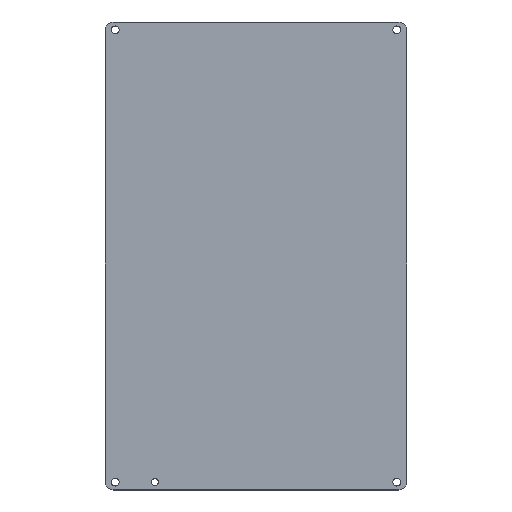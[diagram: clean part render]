
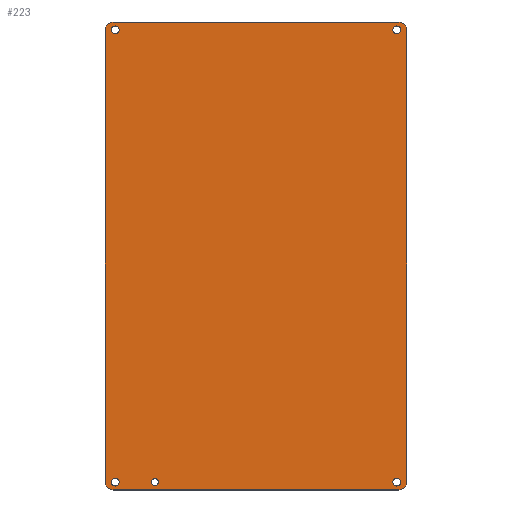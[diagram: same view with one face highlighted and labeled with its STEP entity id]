
A CAD part, top view. The second image highlights one B-rep face of the part: STEP entity #223.
In plain terms, the highlighted planar face has unit normal (0, 0, 1).
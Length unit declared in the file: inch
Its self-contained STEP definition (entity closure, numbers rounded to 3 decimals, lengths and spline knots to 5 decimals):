
#1 = EDGE_CURVE ( 'NONE', #265, #274, #135, .T. ) ;
#2 = AXIS2_PLACEMENT_3D ( 'NONE', #70, #66, #60 ) ;
#10 = VERTEX_POINT ( 'NONE', #382 ) ;
#11 = AXIS2_PLACEMENT_3D ( 'NONE', #240, #99, #101 ) ;
#13 = ORIENTED_EDGE ( 'NONE', *, *, #139, .T. ) ;
#15 = EDGE_CURVE ( 'NONE', #354, #265, #27, .T. ) ;
#18 = DIRECTION ( 'NONE',  ( 1., 0., 0. ) ) ;
#24 = CARTESIAN_POINT ( 'NONE',  ( -4.75, -7.125, 0. ) ) ;
#25 = FACE_BOUND ( 'NONE', #224, .T. ) ;
#27 = LINE ( 'NONE', #222, #385 ) ;
#29 = CIRCLE ( 'NONE', #51, 0.125 ) ;
#36 = VERTEX_POINT ( 'NONE', #365 ) ;
#37 = CARTESIAN_POINT ( 'NONE',  ( 4.75, 0., 0. ) ) ;
#42 = CIRCLE ( 'NONE', #123, 0.25 ) ;
#43 = DIRECTION ( 'NONE',  ( 0., 0., -1. ) ) ;
#51 = AXIS2_PLACEMENT_3D ( 'NONE', #453, #398, #445 ) ;
#57 = EDGE_LOOP ( 'NONE', ( #128 ) ) ;
#60 = DIRECTION ( 'NONE',  ( 1., 0., 0. ) ) ;
#66 = DIRECTION ( 'NONE',  ( 0., 0., -1. ) ) ;
#68 = DIRECTION ( 'NONE',  ( 0., 1., 0. ) ) ;
#70 = CARTESIAN_POINT ( 'NONE',  ( 4.5, 7.125, 0. ) ) ;
#71 = FACE_BOUND ( 'NONE', #524, .T. ) ;
#77 = VERTEX_POINT ( 'NONE', #205 ) ;
#85 = ORIENTED_EDGE ( 'NONE', *, *, #15, .F. ) ;
#87 = VECTOR ( 'NONE', #527, 39.37008 ) ;
#88 = EDGE_CURVE ( 'NONE', #172, #172, #114, .T. ) ;
#99 = DIRECTION ( 'NONE',  ( 0., 0., -1. ) ) ;
#101 = DIRECTION ( 'NONE',  ( 1., 0., 0. ) ) ;
#103 = EDGE_CURVE ( 'NONE', #244, #244, #440, .T. ) ;
#109 = CARTESIAN_POINT ( 'NONE',  ( 4.5, -7.375, 0. ) ) ;
#114 = CIRCLE ( 'NONE', #150, 0.125 ) ;
#115 = DIRECTION ( 'NONE',  ( 1., 0., 0. ) ) ;
#123 = AXIS2_PLACEMENT_3D ( 'NONE', #403, #229, #18 ) ;
#125 = CARTESIAN_POINT ( 'NONE',  ( -4.5, -7.125, 0. ) ) ;
#128 = ORIENTED_EDGE ( 'NONE', *, *, #146, .T. ) ;
#129 = VERTEX_POINT ( 'NONE', #375 ) ;
#135 = CIRCLE ( 'NONE', #226, 0.25 ) ;
#139 = EDGE_CURVE ( 'NONE', #77, #77, #236, .T. ) ;
#143 = ORIENTED_EDGE ( 'NONE', *, *, #487, .F. ) ;
#144 = DIRECTION ( 'NONE',  ( 1., 0., 0. ) ) ;
#146 = EDGE_CURVE ( 'NONE', #129, #129, #512, .T. ) ;
#148 = LINE ( 'NONE', #486, #87 ) ;
#149 = ORIENTED_EDGE ( 'NONE', *, *, #234, .T. ) ;
#150 = AXIS2_PLACEMENT_3D ( 'NONE', #156, #193, #161 ) ;
#156 = CARTESIAN_POINT ( 'NONE',  ( -4.4375, 7.125, 0. ) ) ;
#157 = CARTESIAN_POINT ( 'NONE',  ( 0., -7.375, 0. ) ) ;
#161 = DIRECTION ( 'NONE',  ( 1., 0., 0. ) ) ;
#172 = VERTEX_POINT ( 'NONE', #214 ) ;
#178 = CARTESIAN_POINT ( 'NONE',  ( 4.4375, 7.125, 0. ) ) ;
#183 = DIRECTION ( 'NONE',  ( 0., 0., -1. ) ) ;
#185 = DIRECTION ( 'NONE',  ( 1., 0., 0. ) ) ;
#193 = DIRECTION ( 'NONE',  ( 0., 0., -1. ) ) ;
#194 = DIRECTION ( 'NONE',  ( -1., 0., 0. ) ) ;
#195 = FACE_BOUND ( 'NONE', #507, .T. ) ;
#197 = AXIS2_PLACEMENT_3D ( 'NONE', #178, #183, #144 ) ;
#205 = CARTESIAN_POINT ( 'NONE',  ( -3.07837, -7.125, 0. ) ) ;
#213 = DIRECTION ( 'NONE',  ( 1., 0., 0. ) ) ;
#214 = CARTESIAN_POINT ( 'NONE',  ( -4.3125, 7.125, 0. ) ) ;
#220 = ORIENTED_EDGE ( 'NONE', *, *, #88, .T. ) ;
#222 = CARTESIAN_POINT ( 'NONE',  ( -4.75, 0., 0. ) ) ;
#223 = ADVANCED_FACE ( 'NONE', ( #323, #71, #25, #195, #521, #491 ), #360, .T. ) ;
#224 = EDGE_LOOP ( 'NONE', ( #299 ) ) ;
#226 = AXIS2_PLACEMENT_3D ( 'NONE', #423, #43, #213 ) ;
#229 = DIRECTION ( 'NONE',  ( 0., 0., -1. ) ) ;
#232 = CARTESIAN_POINT ( 'NONE',  ( -4.5, 7.375, 0. ) ) ;
#234 = EDGE_CURVE ( 'NONE', #468, #468, #29, .T. ) ;
#236 = CIRCLE ( 'NONE', #342, 0.10913 ) ;
#240 = CARTESIAN_POINT ( 'NONE',  ( -4.4375, -7.125, 0. ) ) ;
#241 = EDGE_CURVE ( 'NONE', #274, #435, #148, .T. ) ;
#242 = CARTESIAN_POINT ( 'NONE',  ( 4.5, 7.375, 0. ) ) ;
#244 = VERTEX_POINT ( 'NONE', #415 ) ;
#250 = ORIENTED_EDGE ( 'NONE', *, *, #293, .F. ) ;
#263 = ORIENTED_EDGE ( 'NONE', *, *, #330, .F. ) ;
#265 = VERTEX_POINT ( 'NONE', #532 ) ;
#274 = VERTEX_POINT ( 'NONE', #232 ) ;
#292 = DIRECTION ( 'NONE',  ( 0., -1., 0. ) ) ;
#293 = EDGE_CURVE ( 'NONE', #308, #10, #358, .T. ) ;
#299 = ORIENTED_EDGE ( 'NONE', *, *, #103, .T. ) ;
#308 = VERTEX_POINT ( 'NONE', #109 ) ;
#312 = EDGE_LOOP ( 'NONE', ( #85, #504, #250, #470, #143, #263, #374, #425 ) ) ;
#313 = CARTESIAN_POINT ( 'NONE',  ( -3.1875, -7.125, 0. ) ) ;
#323 = FACE_BOUND ( 'NONE', #57, .T. ) ;
#325 = CARTESIAN_POINT ( 'NONE',  ( 0., 0., 0. ) ) ;
#327 = DIRECTION ( 'NONE',  ( 0., 0., -1. ) ) ;
#330 = EDGE_CURVE ( 'NONE', #435, #549, #483, .T. ) ;
#334 = AXIS2_PLACEMENT_3D ( 'NONE', #125, #327, #373 ) ;
#339 = EDGE_LOOP ( 'NONE', ( #149 ) ) ;
#342 = AXIS2_PLACEMENT_3D ( 'NONE', #313, #352, #115 ) ;
#347 = EDGE_CURVE ( 'NONE', #36, #308, #42, .T. ) ;
#350 = AXIS2_PLACEMENT_3D ( 'NONE', #325, #530, #185 ) ;
#352 = DIRECTION ( 'NONE',  ( 0., 0., -1. ) ) ;
#354 = VERTEX_POINT ( 'NONE', #24 ) ;
#358 = LINE ( 'NONE', #157, #411 ) ;
#359 = VECTOR ( 'NONE', #292, 39.37008 ) ;
#360 = PLANE ( 'NONE',  #350 ) ;
#365 = CARTESIAN_POINT ( 'NONE',  ( 4.75, -7.125, 0. ) ) ;
#371 = CARTESIAN_POINT ( 'NONE',  ( 4.75, 7.125, 0. ) ) ;
#373 = DIRECTION ( 'NONE',  ( 1., 0., 0. ) ) ;
#374 = ORIENTED_EDGE ( 'NONE', *, *, #241, .F. ) ;
#375 = CARTESIAN_POINT ( 'NONE',  ( -4.3125, -7.125, 0. ) ) ;
#382 = CARTESIAN_POINT ( 'NONE',  ( -4.5, -7.375, 0. ) ) ;
#385 = VECTOR ( 'NONE', #68, 39.37008 ) ;
#398 = DIRECTION ( 'NONE',  ( 0., 0., -1. ) ) ;
#403 = CARTESIAN_POINT ( 'NONE',  ( 4.5, -7.125, 0. ) ) ;
#411 = VECTOR ( 'NONE', #194, 39.37008 ) ;
#415 = CARTESIAN_POINT ( 'NONE',  ( 4.5625, 7.125, 0. ) ) ;
#423 = CARTESIAN_POINT ( 'NONE',  ( -4.5, 7.125, 0. ) ) ;
#425 = ORIENTED_EDGE ( 'NONE', *, *, #1, .F. ) ;
#428 = EDGE_CURVE ( 'NONE', #10, #354, #505, .T. ) ;
#435 = VERTEX_POINT ( 'NONE', #242 ) ;
#440 = CIRCLE ( 'NONE', #197, 0.125 ) ;
#445 = DIRECTION ( 'NONE',  ( 1., 0., 0. ) ) ;
#453 = CARTESIAN_POINT ( 'NONE',  ( 4.4375, -7.125, 0. ) ) ;
#468 = VERTEX_POINT ( 'NONE', #542 ) ;
#470 = ORIENTED_EDGE ( 'NONE', *, *, #347, .F. ) ;
#483 = CIRCLE ( 'NONE', #2, 0.25 ) ;
#486 = CARTESIAN_POINT ( 'NONE',  ( 0., 7.375, 0. ) ) ;
#487 = EDGE_CURVE ( 'NONE', #549, #36, #510, .T. ) ;
#491 = FACE_OUTER_BOUND ( 'NONE', #312, .T. ) ;
#504 = ORIENTED_EDGE ( 'NONE', *, *, #428, .F. ) ;
#505 = CIRCLE ( 'NONE', #334, 0.25 ) ;
#507 = EDGE_LOOP ( 'NONE', ( #220 ) ) ;
#510 = LINE ( 'NONE', #37, #359 ) ;
#512 = CIRCLE ( 'NONE', #11, 0.125 ) ;
#521 = FACE_BOUND ( 'NONE', #339, .T. ) ;
#524 = EDGE_LOOP ( 'NONE', ( #13 ) ) ;
#527 = DIRECTION ( 'NONE',  ( 1., 0., 0. ) ) ;
#530 = DIRECTION ( 'NONE',  ( 0., 0., 1. ) ) ;
#532 = CARTESIAN_POINT ( 'NONE',  ( -4.75, 7.125, 0. ) ) ;
#542 = CARTESIAN_POINT ( 'NONE',  ( 4.5625, -7.125, 0. ) ) ;
#549 = VERTEX_POINT ( 'NONE', #371 ) ;
